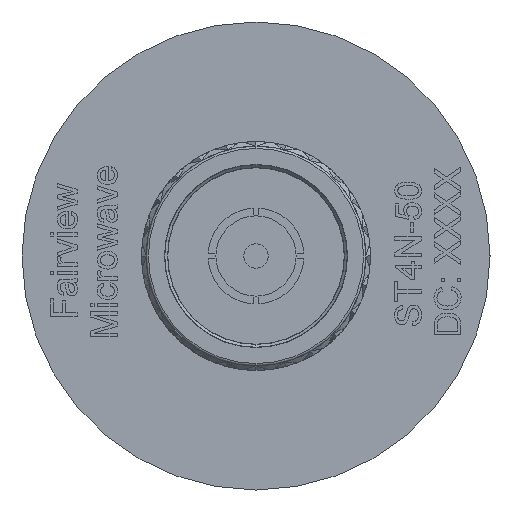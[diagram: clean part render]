
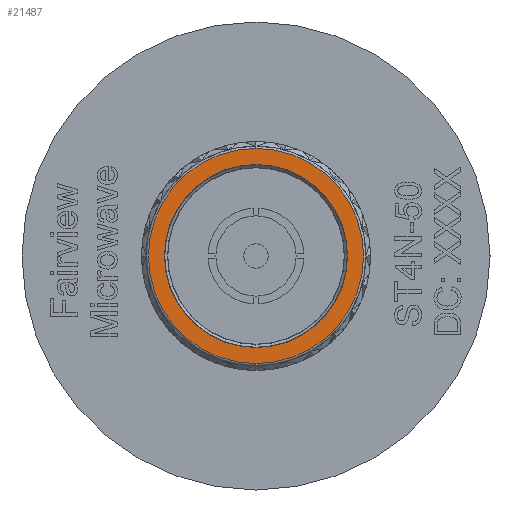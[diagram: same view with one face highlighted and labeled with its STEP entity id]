
A CAD part, left-side view. The second image highlights one B-rep face of the part: STEP entity #21487.
In plain terms, the highlighted planar face has unit normal (-1, 0, 0).
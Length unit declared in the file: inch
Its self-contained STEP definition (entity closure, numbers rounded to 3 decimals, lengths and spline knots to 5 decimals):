
#1223 = AXIS2_PLACEMENT_3D ( 'NONE', #46761, #59380, #4701 ) ;
#4701 = DIRECTION ( 'NONE',  ( 0., 0., 1. ) ) ;
#5230 = PLANE ( 'NONE',  #29391 ) ;
#7509 = DIRECTION ( 'NONE',  ( 0., 0., 1. ) ) ;
#7548 = AXIS2_PLACEMENT_3D ( 'NONE', #73572, #24209, #48061 ) ;
#9804 = CARTESIAN_POINT ( 'NONE',  ( 0., 0., 0.37008 ) ) ;
#15465 = EDGE_CURVE ( 'NONE', #38599, #35212, #24777, .T. ) ;
#17716 = EDGE_LOOP ( 'NONE', ( #29384, #40011 ) ) ;
#17764 = DIRECTION ( 'NONE',  ( 0., 0., 1. ) ) ;
#20439 = CARTESIAN_POINT ( 'NONE',  ( 0., 0., 0. ) ) ;
#21487 = ADVANCED_FACE ( 'NONE', ( #55416, #48081 ), #5230, .T. ) ;
#24209 = DIRECTION ( 'NONE',  ( 1., 0., 0. ) ) ;
#24777 = CIRCLE ( 'NONE', #55818, 0.31496 ) ;
#24946 = VERTEX_POINT ( 'NONE', #75288 ) ;
#26328 = EDGE_LOOP ( 'NONE', ( #56032, #37367 ) ) ;
#26974 = CIRCLE ( 'NONE', #7548, 0.37008 ) ;
#29384 = ORIENTED_EDGE ( 'NONE', *, *, #79662, .F. ) ;
#29391 = AXIS2_PLACEMENT_3D ( 'NONE', #29895, #48491, #17764 ) ;
#29895 = CARTESIAN_POINT ( 'NONE',  ( 0., 0., 0. ) ) ;
#34767 = CARTESIAN_POINT ( 'NONE',  ( 0., 0., 0.31496 ) ) ;
#35212 = VERTEX_POINT ( 'NONE', #34767 ) ;
#37367 = ORIENTED_EDGE ( 'NONE', *, *, #15465, .F. ) ;
#38599 = VERTEX_POINT ( 'NONE', #50407 ) ;
#40011 = ORIENTED_EDGE ( 'NONE', *, *, #78318, .F. ) ;
#41900 = VERTEX_POINT ( 'NONE', #9804 ) ;
#46200 = DIRECTION ( 'NONE',  ( 1., 0., 0. ) ) ;
#46594 = EDGE_CURVE ( 'NONE', #35212, #38599, #71028, .T. ) ;
#46761 = CARTESIAN_POINT ( 'NONE',  ( 0., 0., 0. ) ) ;
#48061 = DIRECTION ( 'NONE',  ( 0., 0., -1. ) ) ;
#48081 = FACE_BOUND ( 'NONE', #26328, .T. ) ;
#48491 = DIRECTION ( 'NONE',  ( -1., 0., 0. ) ) ;
#50129 = CIRCLE ( 'NONE', #78660, 0.37008 ) ;
#50407 = CARTESIAN_POINT ( 'NONE',  ( 0., 0., -0.31496 ) ) ;
#55416 = FACE_OUTER_BOUND ( 'NONE', #17716, .T. ) ;
#55818 = AXIS2_PLACEMENT_3D ( 'NONE', #20439, #70620, #7509 ) ;
#56032 = ORIENTED_EDGE ( 'NONE', *, *, #46594, .F. ) ;
#59380 = DIRECTION ( 'NONE',  ( -1., 0., 0. ) ) ;
#63285 = CARTESIAN_POINT ( 'NONE',  ( 0., 0., 0. ) ) ;
#70620 = DIRECTION ( 'NONE',  ( -1., 0., 0. ) ) ;
#70926 = DIRECTION ( 'NONE',  ( 0., 0., -1. ) ) ;
#71028 = CIRCLE ( 'NONE', #1223, 0.31496 ) ;
#73572 = CARTESIAN_POINT ( 'NONE',  ( 0., 0., 0. ) ) ;
#75288 = CARTESIAN_POINT ( 'NONE',  ( 0., 0., -0.37008 ) ) ;
#78318 = EDGE_CURVE ( 'NONE', #41900, #24946, #50129, .T. ) ;
#78660 = AXIS2_PLACEMENT_3D ( 'NONE', #63285, #46200, #70926 ) ;
#79662 = EDGE_CURVE ( 'NONE', #24946, #41900, #26974, .T. ) ;
